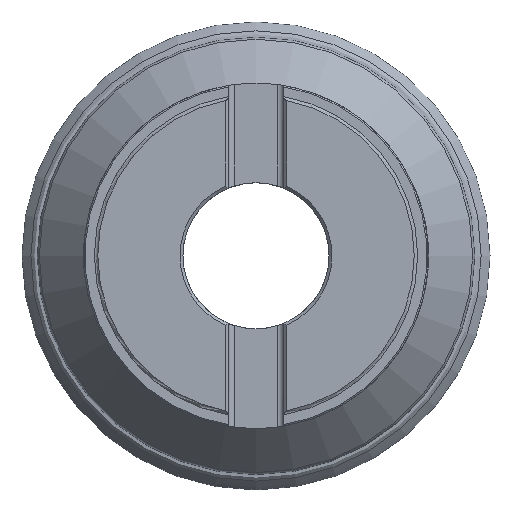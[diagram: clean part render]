
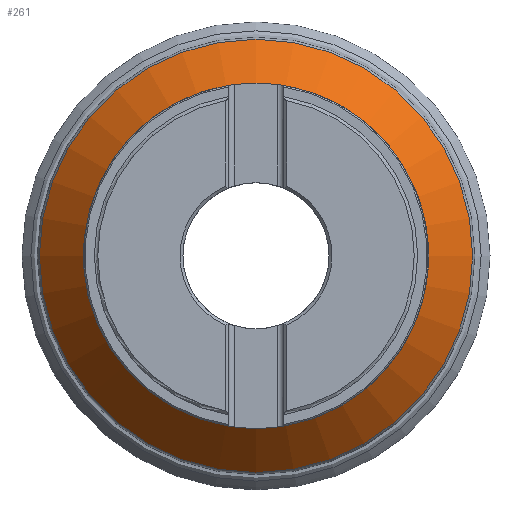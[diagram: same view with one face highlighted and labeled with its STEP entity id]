
A CAD part, top view. The second image highlights one B-rep face of the part: STEP entity #261.
In plain terms, the highlighted conical face has half-angle 40.444 degrees and reference radius 59 mm.
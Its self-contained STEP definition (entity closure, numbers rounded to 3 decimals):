
#108=CONICAL_SURFACE('',#1148,59.,40.444);
#261=ADVANCED_FACE('',(#378,#379),#108,.T.);
#378=FACE_BOUND('',#448,.T.);
#379=FACE_BOUND('',#449,.T.);
#448=EDGE_LOOP('',(#557));
#449=EDGE_LOOP('',(#558));
#557=ORIENTED_EDGE('',*,*,#828,.T.);
#558=ORIENTED_EDGE('',*,*,#829,.T.);
#751=VERTEX_POINT('',#1866);
#752=VERTEX_POINT('',#1868);
#828=EDGE_CURVE('',#751,#751,#917,.T.);
#829=EDGE_CURVE('',#752,#752,#918,.T.);
#917=CIRCLE('',#1146,59.717);
#918=CIRCLE('',#1147,75.331);
#1146=AXIS2_PLACEMENT_3D('',#1865,#1339,#1340);
#1147=AXIS2_PLACEMENT_3D('',#1867,#1341,#1342);
#1148=AXIS2_PLACEMENT_3D('',#1869,#1343,#1344);
#1339=DIRECTION('',(0.,0.,-1.));
#1340=DIRECTION('',(1.,0.,0.));
#1341=DIRECTION('',(0.,0.,1.));
#1342=DIRECTION('',(-1.,0.,0.));
#1343=DIRECTION('',(0.,0.,-1.));
#1344=DIRECTION('',(1.,0.,0.));
#1865=CARTESIAN_POINT('',(0.,0.,-21.841));
#1866=CARTESIAN_POINT('',(59.717,0.,-21.841));
#1867=CARTESIAN_POINT('',(0.,0.,-40.159));
#1868=CARTESIAN_POINT('',(-75.331,0.,-40.159));
#1869=CARTESIAN_POINT('',(0.,0.,-21.));
